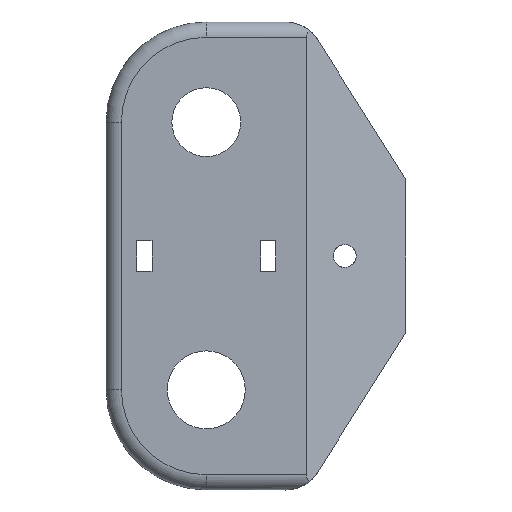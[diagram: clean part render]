
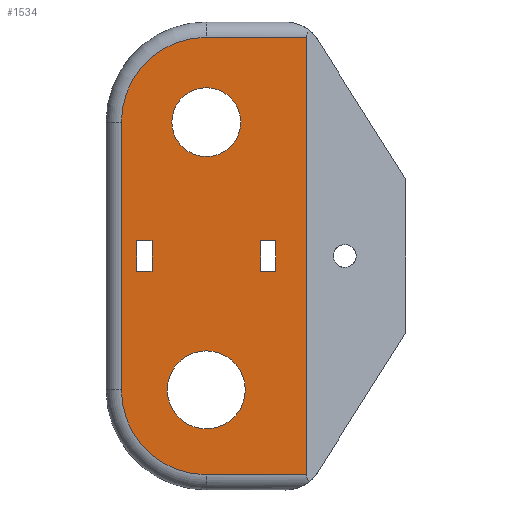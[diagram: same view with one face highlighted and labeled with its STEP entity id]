
A CAD part, left-side view. The second image highlights one B-rep face of the part: STEP entity #1534.
In plain terms, the highlighted face is planar.
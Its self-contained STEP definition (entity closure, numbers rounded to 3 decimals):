
#57=FACE_BOUND('',#269,.T.);
#58=FACE_BOUND('',#270,.T.);
#59=FACE_BOUND('',#271,.T.);
#60=FACE_BOUND('',#272,.T.);
#89=PLANE('',#1709);
#159=FACE_OUTER_BOUND('',#268,.T.);
#268=EDGE_LOOP('',(#1293,#1294,#1295,#1296,#1297,#1298));
#269=EDGE_LOOP('',(#1299));
#270=EDGE_LOOP('',(#1300));
#271=EDGE_LOOP('',(#1301,#1302,#1303,#1304));
#272=EDGE_LOOP('',(#1305,#1306,#1307,#1308));
#354=CIRCLE('',#1701,11.1);
#358=CIRCLE('',#1707,11.1);
#359=CIRCLE('',#1710,5.1);
#360=CIRCLE('',#1711,4.5);
#457=LINE('',#2560,#582);
#459=LINE('',#2568,#584);
#461=LINE('',#2581,#586);
#463=LINE('',#2590,#588);
#464=LINE('',#2598,#589);
#465=LINE('',#2600,#590);
#466=LINE('',#2602,#591);
#467=LINE('',#2603,#592);
#468=LINE('',#2606,#593);
#469=LINE('',#2608,#594);
#470=LINE('',#2610,#595);
#471=LINE('',#2611,#596);
#582=VECTOR('',#2044,10.);
#584=VECTOR('',#2054,10.);
#586=VECTOR('',#2070,10.);
#588=VECTOR('',#2082,10.);
#589=VECTOR('',#2089,10.);
#590=VECTOR('',#2090,10.);
#591=VECTOR('',#2091,10.);
#592=VECTOR('',#2092,10.);
#593=VECTOR('',#2093,10.);
#594=VECTOR('',#2094,10.);
#595=VECTOR('',#2095,10.);
#596=VECTOR('',#2096,10.);
#756=VERTEX_POINT('',#2557);
#757=VERTEX_POINT('',#2559);
#759=VERTEX_POINT('',#2567);
#761=VERTEX_POINT('',#2572);
#763=VERTEX_POINT('',#2578);
#765=VERTEX_POINT('',#2584);
#766=VERTEX_POINT('',#2592);
#767=VERTEX_POINT('',#2594);
#768=VERTEX_POINT('',#2596);
#769=VERTEX_POINT('',#2597);
#770=VERTEX_POINT('',#2599);
#771=VERTEX_POINT('',#2601);
#772=VERTEX_POINT('',#2604);
#773=VERTEX_POINT('',#2605);
#774=VERTEX_POINT('',#2607);
#775=VERTEX_POINT('',#2609);
#939=EDGE_CURVE('',#756,#757,#457,.T.);
#943=EDGE_CURVE('',#759,#757,#459,.T.);
#947=EDGE_CURVE('',#761,#759,#354,.T.);
#950=EDGE_CURVE('',#763,#761,#461,.T.);
#953=EDGE_CURVE('',#765,#763,#358,.T.);
#955=EDGE_CURVE('',#756,#765,#463,.T.);
#956=EDGE_CURVE('',#766,#766,#359,.T.);
#957=EDGE_CURVE('',#767,#767,#360,.T.);
#958=EDGE_CURVE('',#768,#769,#464,.T.);
#959=EDGE_CURVE('',#770,#768,#465,.T.);
#960=EDGE_CURVE('',#771,#770,#466,.T.);
#961=EDGE_CURVE('',#769,#771,#467,.T.);
#962=EDGE_CURVE('',#772,#773,#468,.T.);
#963=EDGE_CURVE('',#774,#772,#469,.T.);
#964=EDGE_CURVE('',#775,#774,#470,.T.);
#965=EDGE_CURVE('',#773,#775,#471,.T.);
#1293=ORIENTED_EDGE('',*,*,#943,.T.);
#1294=ORIENTED_EDGE('',*,*,#939,.F.);
#1295=ORIENTED_EDGE('',*,*,#955,.T.);
#1296=ORIENTED_EDGE('',*,*,#953,.T.);
#1297=ORIENTED_EDGE('',*,*,#950,.T.);
#1298=ORIENTED_EDGE('',*,*,#947,.T.);
#1299=ORIENTED_EDGE('',*,*,#956,.F.);
#1300=ORIENTED_EDGE('',*,*,#957,.F.);
#1301=ORIENTED_EDGE('',*,*,#958,.F.);
#1302=ORIENTED_EDGE('',*,*,#959,.F.);
#1303=ORIENTED_EDGE('',*,*,#960,.F.);
#1304=ORIENTED_EDGE('',*,*,#961,.F.);
#1305=ORIENTED_EDGE('',*,*,#962,.F.);
#1306=ORIENTED_EDGE('',*,*,#963,.F.);
#1307=ORIENTED_EDGE('',*,*,#964,.F.);
#1308=ORIENTED_EDGE('',*,*,#965,.F.);
#1534=ADVANCED_FACE('',(#159,#57,#58,#59,#60),#89,.F.);
#1701=AXIS2_PLACEMENT_3D('',#2575,#2063,#2064);
#1707=AXIS2_PLACEMENT_3D('',#2587,#2077,#2078);
#1709=AXIS2_PLACEMENT_3D('',#2591,#2083,#2084);
#1710=AXIS2_PLACEMENT_3D('',#2593,#2085,#2086);
#1711=AXIS2_PLACEMENT_3D('',#2595,#2087,#2088);
#2044=DIRECTION('',(0.,0.,1.));
#2054=DIRECTION('',(0.,-1.,0.));
#2063=DIRECTION('center_axis',(1.,0.,0.));
#2064=DIRECTION('ref_axis',(0.,0.707,0.707));
#2070=DIRECTION('',(0.,0.,1.));
#2077=DIRECTION('center_axis',(1.,0.,0.));
#2078=DIRECTION('ref_axis',(0.,0.707,-0.707));
#2082=DIRECTION('',(0.,1.,0.));
#2083=DIRECTION('center_axis',(-1.,0.,0.));
#2084=DIRECTION('ref_axis',(0.,1.,0.));
#2085=DIRECTION('center_axis',(1.,0.,0.));
#2086=DIRECTION('ref_axis',(0.,-1.,0.));
#2087=DIRECTION('center_axis',(1.,0.,0.));
#2088=DIRECTION('ref_axis',(0.,-1.,0.));
#2089=DIRECTION('',(0.,0.,-1.));
#2090=DIRECTION('',(0.,-1.,0.));
#2091=DIRECTION('',(0.,0.,1.));
#2092=DIRECTION('',(0.,1.,0.));
#2093=DIRECTION('',(0.,1.,0.));
#2094=DIRECTION('',(0.,0.,-1.));
#2095=DIRECTION('',(0.,-1.,0.));
#2096=DIRECTION('',(0.,0.,1.));
#2557=CARTESIAN_POINT('',(-37.875,172.746,-407.567));
#2559=CARTESIAN_POINT('',(-37.875,172.746,-350.367));
#2560=CARTESIAN_POINT('',(-37.875,172.746,-409.567));
#2567=CARTESIAN_POINT('',(-37.875,185.846,-350.367));
#2568=CARTESIAN_POINT('',(-37.875,179.296,-350.367));
#2572=CARTESIAN_POINT('',(-37.875,196.946,-361.467));
#2575=CARTESIAN_POINT('Origin',(-37.875,185.846,-361.467));
#2578=CARTESIAN_POINT('',(-37.875,196.946,-396.467));
#2581=CARTESIAN_POINT('',(-37.875,196.946,-370.217));
#2584=CARTESIAN_POINT('',(-37.875,185.846,-407.567));
#2587=CARTESIAN_POINT('Origin',(-37.875,185.846,-396.467));
#2590=CARTESIAN_POINT('',(-37.875,185.846,-407.567));
#2591=CARTESIAN_POINT('Origin',(-37.875,185.846,-378.967));
#2592=CARTESIAN_POINT('',(-37.875,190.946,-361.467));
#2593=CARTESIAN_POINT('Origin',(-37.875,185.846,-361.467));
#2594=CARTESIAN_POINT('',(-37.875,190.346,-396.467));
#2595=CARTESIAN_POINT('Origin',(-37.875,185.846,-396.467));
#2596=CARTESIAN_POINT('',(-37.875,192.946,-376.967));
#2597=CARTESIAN_POINT('',(-37.875,192.946,-380.967));
#2598=CARTESIAN_POINT('',(-37.875,192.946,-377.967));
#2599=CARTESIAN_POINT('',(-37.875,194.946,-376.967));
#2600=CARTESIAN_POINT('',(-37.875,190.396,-376.967));
#2601=CARTESIAN_POINT('',(-37.875,194.946,-380.967));
#2602=CARTESIAN_POINT('',(-37.875,194.946,-379.967));
#2603=CARTESIAN_POINT('',(-37.875,189.396,-380.967));
#2604=CARTESIAN_POINT('',(-37.875,176.746,-380.967));
#2605=CARTESIAN_POINT('',(-37.875,178.746,-380.967));
#2606=CARTESIAN_POINT('',(-37.875,181.296,-380.967));
#2607=CARTESIAN_POINT('',(-37.875,176.746,-376.967));
#2608=CARTESIAN_POINT('',(-37.875,176.746,-377.967));
#2609=CARTESIAN_POINT('',(-37.875,178.746,-376.967));
#2610=CARTESIAN_POINT('',(-37.875,182.296,-376.967));
#2611=CARTESIAN_POINT('',(-37.875,178.746,-379.967));
